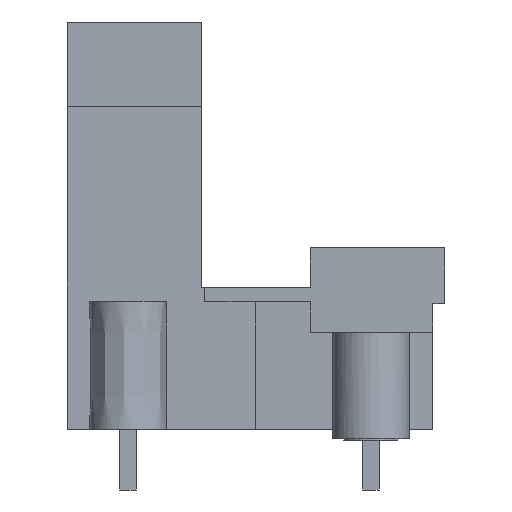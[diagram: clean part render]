
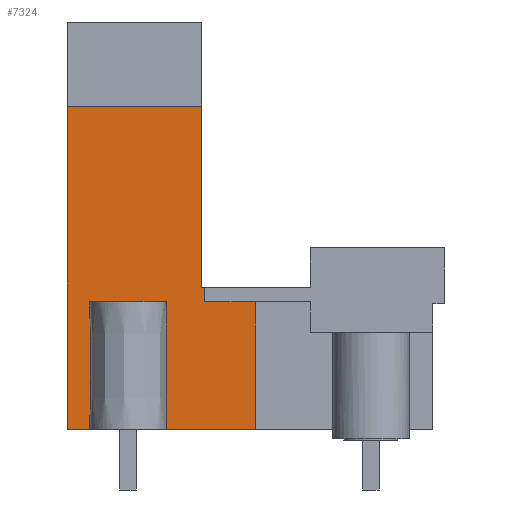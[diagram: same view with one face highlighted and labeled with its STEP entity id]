
A CAD part, left-side view. The second image highlights one B-rep face of the part: STEP entity #7324.
In plain terms, the highlighted planar face has unit normal (-1, 0, 0).
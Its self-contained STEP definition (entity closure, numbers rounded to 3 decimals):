
#7249=AXIS2_PLACEMENT_3D('Plane Axis2P3D',#7246,#7247,#7248) ;
#4049=CARTESIAN_POINT('Vertex',(3.84,23.67,3.8)) ;
#4052=CARTESIAN_POINT('Line Origine',(3.84,23.67,13.93)) ;
#4056=CARTESIAN_POINT('Vertex',(3.84,23.67,24.06)) ;
#4353=CARTESIAN_POINT('Vertex',(3.84,15.24,24.06)) ;
#4356=CARTESIAN_POINT('Line Origine',(3.84,15.24,18.38)) ;
#4360=CARTESIAN_POINT('Vertex',(3.84,15.24,12.7)) ;
#5009=CARTESIAN_POINT('Vertex',(3.84,21.887,3.8)) ;
#5012=CARTESIAN_POINT('Line Origine',(3.84,22.779,3.8)) ;
#5226=CARTESIAN_POINT('Vertex',(3.84,11.84,3.8)) ;
#5229=CARTESIAN_POINT('Line Origine',(3.84,13.165,3.8)) ;
#5233=CARTESIAN_POINT('Vertex',(3.84,14.49,3.8)) ;
#5236=CARTESIAN_POINT('Line Origine',(3.84,16.171,3.8)) ;
#5240=CARTESIAN_POINT('Vertex',(3.84,17.853,3.8)) ;
#7246=CARTESIAN_POINT('Axis2P3D Location',(3.84,23.67,3.2)) ;
#7251=CARTESIAN_POINT('Line Origine',(3.84,20.055,24.06)) ;
#7255=CARTESIAN_POINT('Vertex',(3.84,16.44,24.06)) ;
#7258=CARTESIAN_POINT('Line Origine',(3.84,21.887,7.8)) ;
#7262=CARTESIAN_POINT('Vertex',(3.84,21.887,11.8)) ;
#7265=CARTESIAN_POINT('Line Origine',(3.84,19.87,11.8)) ;
#7269=CARTESIAN_POINT('Vertex',(3.84,17.853,11.8)) ;
#7272=CARTESIAN_POINT('Line Origine',(3.84,17.853,7.8)) ;
#7277=CARTESIAN_POINT('Line Origine',(3.84,11.84,7.8)) ;
#7281=CARTESIAN_POINT('Vertex',(3.84,11.84,11.8)) ;
#7284=CARTESIAN_POINT('Line Origine',(3.84,13.44,11.8)) ;
#7288=CARTESIAN_POINT('Vertex',(3.84,15.04,11.8)) ;
#7291=CARTESIAN_POINT('Line Origine',(3.84,15.04,12.25)) ;
#7295=CARTESIAN_POINT('Vertex',(3.84,15.04,12.7)) ;
#7298=CARTESIAN_POINT('Line Origine',(3.84,15.14,12.7)) ;
#7303=CARTESIAN_POINT('Line Origine',(3.84,15.84,24.06)) ;
#4053=DIRECTION('Vector Direction',(0.,0.,1.)) ;
#4357=DIRECTION('Vector Direction',(0.,0.,1.)) ;
#5013=DIRECTION('Vector Direction',(0.,1.,0.)) ;
#5230=DIRECTION('Vector Direction',(0.,-1.,0.)) ;
#5237=DIRECTION('Vector Direction',(0.,1.,0.)) ;
#7247=DIRECTION('Axis2P3D Direction',(-1.,0.,0.)) ;
#7248=DIRECTION('Axis2P3D XDirection',(0.,-1.,0.)) ;
#7252=DIRECTION('Vector Direction',(0.,1.,0.)) ;
#7259=DIRECTION('Vector Direction',(0.,0.,1.)) ;
#7266=DIRECTION('Vector Direction',(0.,1.,0.)) ;
#7273=DIRECTION('Vector Direction',(0.,0.,1.)) ;
#7278=DIRECTION('Vector Direction',(0.,0.,1.)) ;
#7285=DIRECTION('Vector Direction',(0.,1.,0.)) ;
#7292=DIRECTION('Vector Direction',(0.,0.,-1.)) ;
#7299=DIRECTION('Vector Direction',(0.,-1.,0.)) ;
#7304=DIRECTION('Vector Direction',(0.,-1.,0.)) ;
#4054=VECTOR('Line Direction',#4053,1.) ;
#4358=VECTOR('Line Direction',#4357,1.) ;
#5014=VECTOR('Line Direction',#5013,1.) ;
#5231=VECTOR('Line Direction',#5230,1.) ;
#5238=VECTOR('Line Direction',#5237,1.) ;
#7253=VECTOR('Line Direction',#7252,1.) ;
#7260=VECTOR('Line Direction',#7259,1.) ;
#7267=VECTOR('Line Direction',#7266,1.) ;
#7274=VECTOR('Line Direction',#7273,1.) ;
#7279=VECTOR('Line Direction',#7278,1.) ;
#7286=VECTOR('Line Direction',#7285,1.) ;
#7293=VECTOR('Line Direction',#7292,1.) ;
#7300=VECTOR('Line Direction',#7299,1.) ;
#7305=VECTOR('Line Direction',#7304,1.) ;
#7309=ORIENTED_EDGE('',*,*,#7257,.T.) ;
#7310=ORIENTED_EDGE('',*,*,#4058,.T.) ;
#7311=ORIENTED_EDGE('',*,*,#5016,.F.) ;
#7312=ORIENTED_EDGE('',*,*,#7264,.T.) ;
#7313=ORIENTED_EDGE('',*,*,#7271,.F.) ;
#7314=ORIENTED_EDGE('',*,*,#7276,.F.) ;
#7315=ORIENTED_EDGE('',*,*,#5242,.F.) ;
#7316=ORIENTED_EDGE('',*,*,#5235,.T.) ;
#7317=ORIENTED_EDGE('',*,*,#7283,.T.) ;
#7318=ORIENTED_EDGE('',*,*,#7290,.T.) ;
#7319=ORIENTED_EDGE('',*,*,#7297,.F.) ;
#7320=ORIENTED_EDGE('',*,*,#7302,.F.) ;
#7321=ORIENTED_EDGE('',*,*,#4362,.T.) ;
#7322=ORIENTED_EDGE('',*,*,#7307,.T.) ;
#7324=ADVANCED_FACE('HOUSING',(#7323),#7250,.T.) ;
#4058=EDGE_CURVE('',#4057,#4050,#4055,.F.) ;
#4362=EDGE_CURVE('',#4361,#4354,#4359,.T.) ;
#5016=EDGE_CURVE('',#5010,#4050,#5015,.T.) ;
#5235=EDGE_CURVE('',#5234,#5227,#5232,.T.) ;
#5242=EDGE_CURVE('',#5234,#5241,#5239,.T.) ;
#7257=EDGE_CURVE('',#7256,#4057,#7254,.T.) ;
#7264=EDGE_CURVE('',#5010,#7263,#7261,.T.) ;
#7271=EDGE_CURVE('',#7270,#7263,#7268,.T.) ;
#7276=EDGE_CURVE('',#5241,#7270,#7275,.T.) ;
#7283=EDGE_CURVE('',#5227,#7282,#7280,.T.) ;
#7290=EDGE_CURVE('',#7282,#7289,#7287,.T.) ;
#7297=EDGE_CURVE('',#7296,#7289,#7294,.T.) ;
#7302=EDGE_CURVE('',#4361,#7296,#7301,.T.) ;
#7307=EDGE_CURVE('',#4354,#7256,#7306,.F.) ;
#7308=EDGE_LOOP('',(#7309,#7310,#7311,#7312,#7313,#7314,#7315,#7316,#7317,#7318,#7319,#7320,#7321,#7322)) ;
#7323=FACE_OUTER_BOUND('',#7308,.T.) ;
#4055=LINE('Line',#4052,#4054) ;
#4359=LINE('Line',#4356,#4358) ;
#5015=LINE('Line',#5012,#5014) ;
#5232=LINE('Line',#5229,#5231) ;
#5239=LINE('Line',#5236,#5238) ;
#7254=LINE('Line',#7251,#7253) ;
#7261=LINE('Line',#7258,#7260) ;
#7268=LINE('Line',#7265,#7267) ;
#7275=LINE('Line',#7272,#7274) ;
#7280=LINE('Line',#7277,#7279) ;
#7287=LINE('Line',#7284,#7286) ;
#7294=LINE('Line',#7291,#7293) ;
#7301=LINE('Line',#7298,#7300) ;
#7306=LINE('Line',#7303,#7305) ;
#7250=PLANE('',#7249) ;
#4050=VERTEX_POINT('',#4049) ;
#4057=VERTEX_POINT('',#4056) ;
#4354=VERTEX_POINT('',#4353) ;
#4361=VERTEX_POINT('',#4360) ;
#5010=VERTEX_POINT('',#5009) ;
#5227=VERTEX_POINT('',#5226) ;
#5234=VERTEX_POINT('',#5233) ;
#5241=VERTEX_POINT('',#5240) ;
#7256=VERTEX_POINT('',#7255) ;
#7263=VERTEX_POINT('',#7262) ;
#7270=VERTEX_POINT('',#7269) ;
#7282=VERTEX_POINT('',#7281) ;
#7289=VERTEX_POINT('',#7288) ;
#7296=VERTEX_POINT('',#7295) ;
